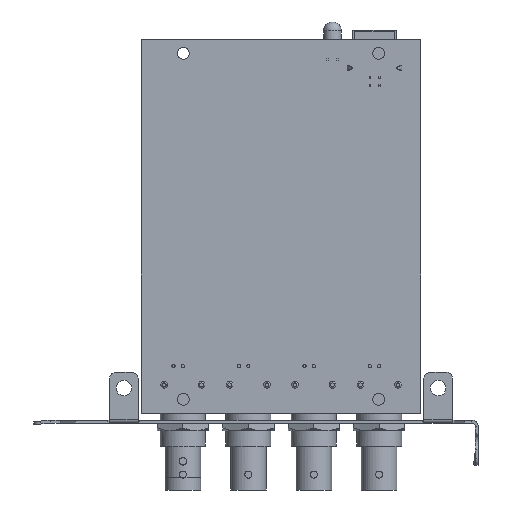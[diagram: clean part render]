
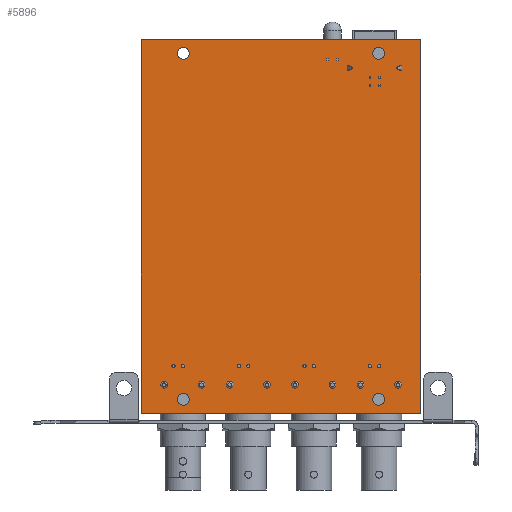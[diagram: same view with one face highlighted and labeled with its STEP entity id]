
A CAD part, front view. The second image highlights one B-rep face of the part: STEP entity #5896.
In plain terms, the highlighted planar face has unit normal (0, -1, 0).
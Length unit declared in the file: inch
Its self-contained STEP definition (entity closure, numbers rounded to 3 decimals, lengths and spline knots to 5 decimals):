
#1309 = FACE_OUTER_BOUND ( 'NONE', #3230, .T. ) ;
#1314 = FACE_BOUND ( 'NONE', #3228, .T. ) ;
#1321 = FACE_BOUND ( 'NONE', #3222, .T. ) ;
#1322 = FACE_BOUND ( 'NONE', #3229, .T. ) ;
#1323 = FACE_BOUND ( 'NONE', #3220, .T. ) ;
#2097 = VERTEX_POINT ( 'NONE', #3769 ) ;
#2102 = VERTEX_POINT ( 'NONE', #3774 ) ;
#2110 = VERTEX_POINT ( 'NONE', #3782 ) ;
#2113 = VERTEX_POINT ( 'NONE', #3785 ) ;
#3220 = EDGE_LOOP ( 'NONE', ( #3537 ) ) ;
#3222 = EDGE_LOOP ( 'NONE', ( #3536 ) ) ;
#3228 = EDGE_LOOP ( 'NONE', ( #3538 ) ) ;
#3229 = EDGE_LOOP ( 'NONE', ( #3539 ) ) ;
#3230 = EDGE_LOOP ( 'NONE', ( #3540, #3541, #3542, #3543 ) ) ;
#3536 = ORIENTED_EDGE ( 'NONE', *, *, #10477, .T. ) ;
#3537 = ORIENTED_EDGE ( 'NONE', *, *, #10505, .T. ) ;
#3538 = ORIENTED_EDGE ( 'NONE', *, *, #10475, .T. ) ;
#3539 = ORIENTED_EDGE ( 'NONE', *, *, #10501, .T. ) ;
#3540 = ORIENTED_EDGE ( 'NONE', *, *, #10544, .F. ) ;
#3541 = ORIENTED_EDGE ( 'NONE', *, *, #10494, .F. ) ;
#3542 = ORIENTED_EDGE ( 'NONE', *, *, #10532, .F. ) ;
#3543 = ORIENTED_EDGE ( 'NONE', *, *, #10517, .F. ) ;
#3769 = CARTESIAN_POINT ( 'NONE',  ( -1.495, 0., -2. ) ) ;
#3774 = CARTESIAN_POINT ( 'NONE',  ( -1.495, 0., 2. ) ) ;
#3782 = CARTESIAN_POINT ( 'NONE',  ( 1.495, 0., 2. ) ) ;
#3785 = CARTESIAN_POINT ( 'NONE',  ( 1.495, 0., -2. ) ) ;
#4557 = AXIS2_PLACEMENT_3D ( 'NONE', #10667, #10660, #10670 ) ;
#5896 = ADVANCED_FACE ( 'NONE', ( #1321, #1323, #1314, #1322, #1309 ), #10666, .T. ) ;
#9700 = AXIS2_PLACEMENT_3D ( 'NONE', #12794, #12795, #12796 ) ;
#9703 = AXIS2_PLACEMENT_3D ( 'NONE', #12790, #12791, #12792 ) ;
#9705 = AXIS2_PLACEMENT_3D ( 'NONE', #12770, #12771, #12772 ) ;
#9707 = AXIS2_PLACEMENT_3D ( 'NONE', #12767, #12768, #12769 ) ;
#10475 = EDGE_CURVE ( 'NONE', #14046, #14046, #12327, .T. ) ;
#10477 = EDGE_CURVE ( 'NONE', #14047, #14047, #12331, .T. ) ;
#10494 = EDGE_CURVE ( 'NONE', #2113, #2097, #12339, .T. ) ;
#10501 = EDGE_CURVE ( 'NONE', #14050, #14050, #12343, .T. ) ;
#10505 = EDGE_CURVE ( 'NONE', #14051, #14051, #12347, .T. ) ;
#10517 = EDGE_CURVE ( 'NONE', #2102, #2110, #12349, .T. ) ;
#10532 = EDGE_CURVE ( 'NONE', #2110, #2113, #12361, .T. ) ;
#10544 = EDGE_CURVE ( 'NONE', #2097, #2102, #12369, .T. ) ;
#10660 = DIRECTION ( 'NONE',  ( 0., -1., 0. ) ) ;
#10666 = PLANE ( 'NONE',  #4557 ) ;
#10667 = CARTESIAN_POINT ( 'NONE',  ( -1.495, 0., -2. ) ) ;
#10670 = DIRECTION ( 'NONE',  ( 0., 0., -1. ) ) ;
#11182 = CARTESIAN_POINT ( 'NONE',  ( 1.045, 0., -1.9125 ) ) ;
#11183 = CARTESIAN_POINT ( 'NONE',  ( -1.045, 0., 1.7875 ) ) ;
#11186 = CARTESIAN_POINT ( 'NONE',  ( -1.045, 0., -1.9125 ) ) ;
#11187 = CARTESIAN_POINT ( 'NONE',  ( 1.045, 0., 1.7875 ) ) ;
#12327 = CIRCLE ( 'NONE', #9707, 0.0625 ) ;
#12331 = CIRCLE ( 'NONE', #9705, 0.0625 ) ;
#12339 = LINE ( 'NONE', #12780, #12341 ) ;
#12341 = VECTOR ( 'NONE', #12785, 39.37008 ) ;
#12343 = CIRCLE ( 'NONE', #9703, 0.0625 ) ;
#12347 = CIRCLE ( 'NONE', #9700, 0.0625 ) ;
#12349 = LINE ( 'NONE', #12793, #12353 ) ;
#12353 = VECTOR ( 'NONE', #12807, 39.37008 ) ;
#12361 = LINE ( 'NONE', #12817, #12364 ) ;
#12364 = VECTOR ( 'NONE', #12819, 39.37008 ) ;
#12369 = LINE ( 'NONE', #12822, #12374 ) ;
#12374 = VECTOR ( 'NONE', #12828, 39.37008 ) ;
#12767 = CARTESIAN_POINT ( 'NONE',  ( 1.045, 0., -1.85 ) ) ;
#12768 = DIRECTION ( 'NONE',  ( 0., 1., 0. ) ) ;
#12769 = DIRECTION ( 'NONE',  ( 0., 0., -1. ) ) ;
#12770 = CARTESIAN_POINT ( 'NONE',  ( -1.045, 0., 1.85 ) ) ;
#12771 = DIRECTION ( 'NONE',  ( 0., 1., 0. ) ) ;
#12772 = DIRECTION ( 'NONE',  ( 0., 0., -1. ) ) ;
#12780 = CARTESIAN_POINT ( 'NONE',  ( -1.495, 0., -2. ) ) ;
#12785 = DIRECTION ( 'NONE',  ( -1., 0., 0. ) ) ;
#12790 = CARTESIAN_POINT ( 'NONE',  ( -1.045, 0., -1.85 ) ) ;
#12791 = DIRECTION ( 'NONE',  ( 0., 1., 0. ) ) ;
#12792 = DIRECTION ( 'NONE',  ( 0., 0., -1. ) ) ;
#12793 = CARTESIAN_POINT ( 'NONE',  ( -1.495, 0., 2. ) ) ;
#12794 = CARTESIAN_POINT ( 'NONE',  ( 1.045, 0., 1.85 ) ) ;
#12795 = DIRECTION ( 'NONE',  ( 0., 1., 0. ) ) ;
#12796 = DIRECTION ( 'NONE',  ( 0., 0., -1. ) ) ;
#12807 = DIRECTION ( 'NONE',  ( 1., 0., 0. ) ) ;
#12817 = CARTESIAN_POINT ( 'NONE',  ( 1.495, 0., 2. ) ) ;
#12819 = DIRECTION ( 'NONE',  ( 0., 0., -1. ) ) ;
#12822 = CARTESIAN_POINT ( 'NONE',  ( -1.495, 0., 2. ) ) ;
#12828 = DIRECTION ( 'NONE',  ( 0., 0., 1. ) ) ;
#14046 = VERTEX_POINT ( 'NONE', #11182 ) ;
#14047 = VERTEX_POINT ( 'NONE', #11183 ) ;
#14050 = VERTEX_POINT ( 'NONE', #11186 ) ;
#14051 = VERTEX_POINT ( 'NONE', #11187 ) ;
